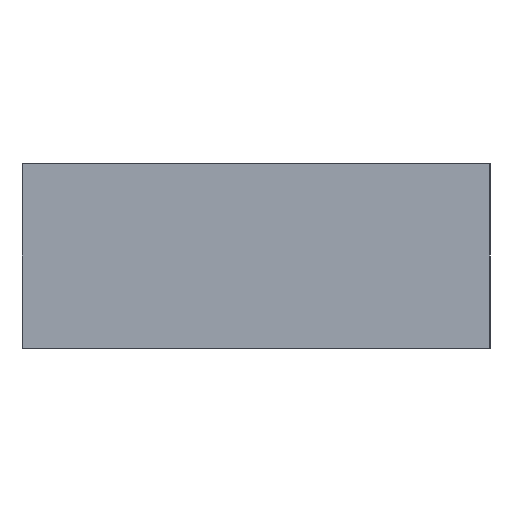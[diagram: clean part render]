
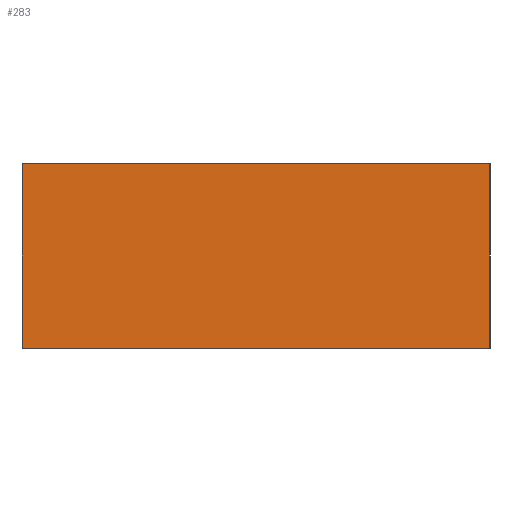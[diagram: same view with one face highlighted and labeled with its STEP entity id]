
A CAD part, left-side view. The second image highlights one B-rep face of the part: STEP entity #283.
In plain terms, the highlighted planar face has unit normal (-1, 0, 0).
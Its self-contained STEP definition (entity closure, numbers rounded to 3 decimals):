
#283=ADVANCED_FACE('',(#352),#321,.F.);
#321=PLANE('',#909);
#352=FACE_OUTER_BOUND('',#420,.T.);
#420=EDGE_LOOP('',(#577,#578,#579,#580));
#577=ORIENTED_EDGE('',*,*,#709,.F.);
#578=ORIENTED_EDGE('',*,*,#719,.F.);
#579=ORIENTED_EDGE('',*,*,#716,.F.);
#580=ORIENTED_EDGE('',*,*,#713,.F.);
#633=VERTEX_POINT('',#1272);
#634=VERTEX_POINT('',#1273);
#637=VERTEX_POINT('',#1281);
#639=VERTEX_POINT('',#1287);
#709=EDGE_CURVE('',#633,#634,#769,.T.);
#713=EDGE_CURVE('',#634,#637,#773,.T.);
#716=EDGE_CURVE('',#637,#639,#776,.T.);
#719=EDGE_CURVE('',#639,#633,#779,.T.);
#769=LINE('',#1271,#829);
#773=LINE('',#1280,#833);
#776=LINE('',#1286,#836);
#779=LINE('',#1292,#839);
#829=VECTOR('',#1084,1.);
#833=VECTOR('',#1090,1.);
#836=VECTOR('',#1095,1.);
#839=VECTOR('',#1100,1.);
#909=AXIS2_PLACEMENT_3D('',#1296,#1106,#1107);
#1084=DIRECTION('',(0.,-1.,0.));
#1090=DIRECTION('',(0.,0.,-1.));
#1095=DIRECTION('',(0.,1.,0.));
#1100=DIRECTION('',(0.,0.,1.));
#1106=DIRECTION('',(1.,0.,0.));
#1107=DIRECTION('',(0.,0.,1.));
#1271=CARTESIAN_POINT('',(-788.,0.,0.));
#1272=CARTESIAN_POINT('',(-788.,92.5,0.));
#1273=CARTESIAN_POINT('',(-788.,-92.5,0.));
#1280=CARTESIAN_POINT('',(-788.,-92.5,0.));
#1281=CARTESIAN_POINT('',(-788.,-92.5,-73.));
#1286=CARTESIAN_POINT('',(-788.,-92.5,-73.));
#1287=CARTESIAN_POINT('',(-788.,92.5,-73.));
#1292=CARTESIAN_POINT('',(-788.,92.5,-73.));
#1296=CARTESIAN_POINT('',(-788.,0.,0.));
